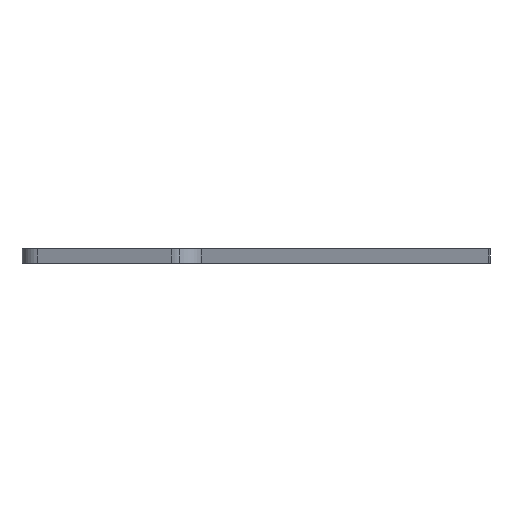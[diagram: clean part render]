
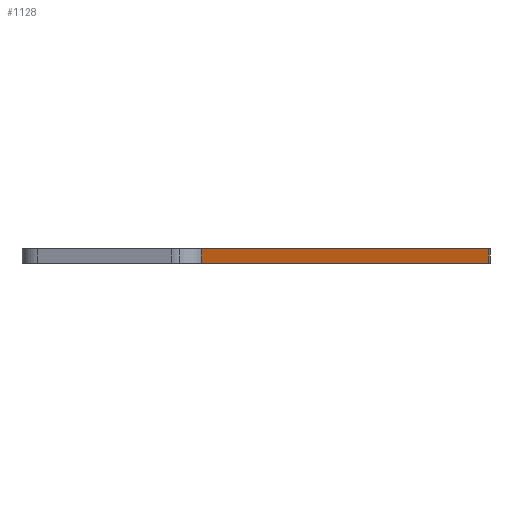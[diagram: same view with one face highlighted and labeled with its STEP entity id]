
A CAD part, left-side view. The second image highlights one B-rep face of the part: STEP entity #1128.
In plain terms, the highlighted planar face has unit normal (-0.379, -0.925, 0).
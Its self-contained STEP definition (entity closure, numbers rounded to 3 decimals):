
#42 = LINE ( 'NONE', #685, #701 ) ;
#67 = VECTOR ( 'NONE', #1190, 1000. ) ;
#90 = CARTESIAN_POINT ( 'NONE',  ( -380.994, 319.807, 0. ) ) ;
#132 = DIRECTION ( 'NONE',  ( 0.379, 0.925, 0. ) ) ;
#266 = VERTEX_POINT ( 'NONE', #1137 ) ;
#292 = CARTESIAN_POINT ( 'NONE',  ( -532.053, 381.667, 3.175 ) ) ;
#426 = VERTEX_POINT ( 'NONE', #90 ) ;
#445 = EDGE_CURVE ( 'NONE', #426, #266, #720, .T. ) ;
#631 = FACE_OUTER_BOUND ( 'NONE', #1335, .T. ) ;
#642 = CARTESIAN_POINT ( 'NONE',  ( -532.053, 381.667, 0. ) ) ;
#666 = DIRECTION ( 'NONE',  ( 0.925, -0.379, 0. ) ) ;
#685 = CARTESIAN_POINT ( 'NONE',  ( -536.533, 383.501, 3.175 ) ) ;
#701 = VECTOR ( 'NONE', #1090, 1000. ) ;
#720 = LINE ( 'NONE', #1665, #1629 ) ;
#738 = EDGE_CURVE ( 'NONE', #1295, #266, #42, .T. ) ;
#745 = DIRECTION ( 'NONE',  ( 0., 0., 1. ) ) ;
#902 = CARTESIAN_POINT ( 'NONE',  ( -536.533, 383.501, 3.175 ) ) ;
#955 = CARTESIAN_POINT ( 'NONE',  ( -536.533, 383.501, 0. ) ) ;
#1020 = DIRECTION ( 'NONE',  ( -0.925, 0.379, 0. ) ) ;
#1090 = DIRECTION ( 'NONE',  ( 0.925, -0.379, 0. ) ) ;
#1120 = ORIENTED_EDGE ( 'NONE', *, *, #1670, .T. ) ;
#1128 = ADVANCED_FACE ( 'NONE', ( #631 ), #1538, .F. ) ;
#1133 = VECTOR ( 'NONE', #666, 1000. ) ;
#1137 = CARTESIAN_POINT ( 'NONE',  ( -380.994, 319.807, 3.175 ) ) ;
#1139 = CARTESIAN_POINT ( 'NONE',  ( -532.053, 381.667, 3.175 ) ) ;
#1190 = DIRECTION ( 'NONE',  ( 0., 0., -1. ) ) ;
#1285 = EDGE_CURVE ( 'NONE', #1295, #1448, #1447, .T. ) ;
#1295 = VERTEX_POINT ( 'NONE', #1139 ) ;
#1335 = EDGE_LOOP ( 'NONE', ( #1359, #1537, #1120, #1643 ) ) ;
#1359 = ORIENTED_EDGE ( 'NONE', *, *, #738, .F. ) ;
#1447 = LINE ( 'NONE', #292, #67 ) ;
#1448 = VERTEX_POINT ( 'NONE', #642 ) ;
#1460 = LINE ( 'NONE', #955, #1133 ) ;
#1537 = ORIENTED_EDGE ( 'NONE', *, *, #1285, .T. ) ;
#1538 = PLANE ( 'NONE',  #1659 ) ;
#1629 = VECTOR ( 'NONE', #745, 1000. ) ;
#1643 = ORIENTED_EDGE ( 'NONE', *, *, #445, .T. ) ;
#1659 = AXIS2_PLACEMENT_3D ( 'NONE', #902, #132, #1020 ) ;
#1665 = CARTESIAN_POINT ( 'NONE',  ( -380.994, 319.807, 3.175 ) ) ;
#1670 = EDGE_CURVE ( 'NONE', #1448, #426, #1460, .T. ) ;
